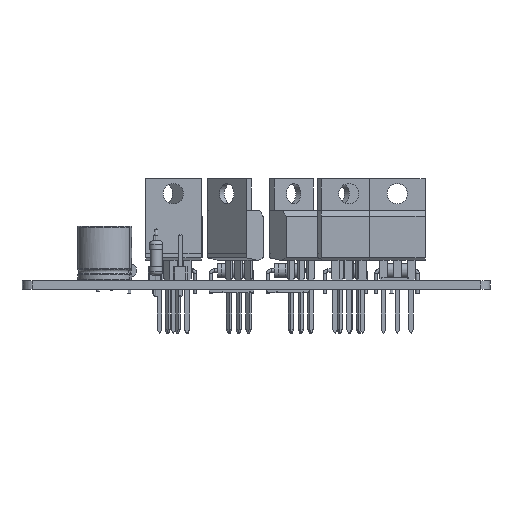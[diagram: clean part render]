
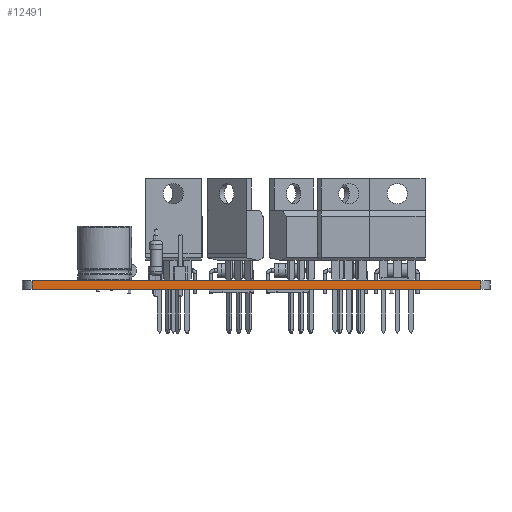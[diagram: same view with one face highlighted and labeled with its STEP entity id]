
A CAD part, front view. The second image highlights one B-rep face of the part: STEP entity #12491.
In plain terms, the highlighted planar face has unit normal (-0.005, -1, 0).
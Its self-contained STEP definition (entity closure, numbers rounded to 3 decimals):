
#7396 = VERTEX_POINT('',#7397);
#7397 = CARTESIAN_POINT('',(75.96,-160.655,0.));
#7404 = EDGE_CURVE('',#7405,#7396,#7407,.T.);
#7405 = VERTEX_POINT('',#7406);
#7406 = CARTESIAN_POINT('',(158.75,-161.065,0.));
#7407 = LINE('',#7408,#7409);
#7408 = CARTESIAN_POINT('',(158.75,-161.065,0.));
#7409 = VECTOR('',#7410,1.);
#7410 = DIRECTION('',(-1.,0.005,0.));
#9828 = VERTEX_POINT('',#9829);
#9829 = CARTESIAN_POINT('',(75.96,-160.655,1.6));
#9836 = EDGE_CURVE('',#9837,#9828,#9839,.T.);
#9837 = VERTEX_POINT('',#9838);
#9838 = CARTESIAN_POINT('',(158.75,-161.065,1.6));
#9839 = LINE('',#9840,#9841);
#9840 = CARTESIAN_POINT('',(158.75,-161.065,1.6));
#9841 = VECTOR('',#9842,1.);
#9842 = DIRECTION('',(-1.,0.005,0.));
#12463 = EDGE_CURVE('',#7405,#9837,#12464,.T.);
#12464 = LINE('',#12465,#12466);
#12465 = CARTESIAN_POINT('',(158.75,-161.065,0.));
#12466 = VECTOR('',#12467,1.);
#12467 = DIRECTION('',(0.,0.,1.));
#12491 = ADVANCED_FACE('',(#12492),#12503,.T.);
#12492 = FACE_BOUND('',#12493,.T.);
#12493 = EDGE_LOOP('',(#12494,#12495,#12496,#12502));
#12494 = ORIENTED_EDGE('',*,*,#12463,.T.);
#12495 = ORIENTED_EDGE('',*,*,#9836,.T.);
#12496 = ORIENTED_EDGE('',*,*,#12497,.F.);
#12497 = EDGE_CURVE('',#7396,#9828,#12498,.T.);
#12498 = LINE('',#12499,#12500);
#12499 = CARTESIAN_POINT('',(75.96,-160.655,0.));
#12500 = VECTOR('',#12501,1.);
#12501 = DIRECTION('',(0.,0.,1.));
#12502 = ORIENTED_EDGE('',*,*,#7404,.F.);
#12503 = PLANE('',#12504);
#12504 = AXIS2_PLACEMENT_3D('',#12505,#12506,#12507);
#12505 = CARTESIAN_POINT('',(158.75,-161.065,0.));
#12506 = DIRECTION('',(-0.005,-1.,0.));
#12507 = DIRECTION('',(-1.,0.005,0.));
